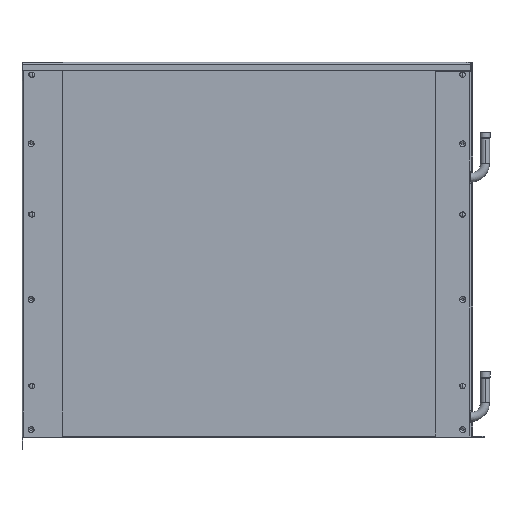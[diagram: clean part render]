
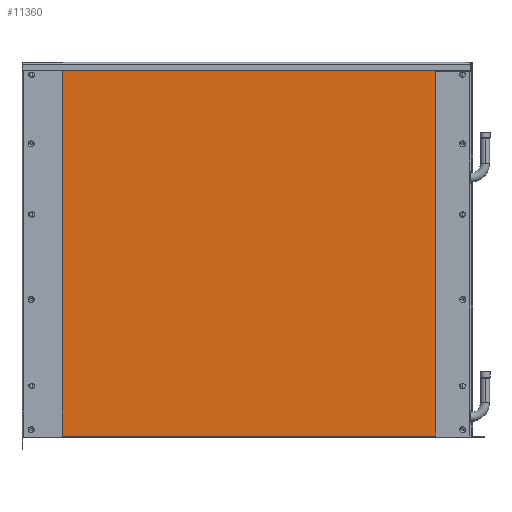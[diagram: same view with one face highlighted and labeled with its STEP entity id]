
A CAD part, top view. The second image highlights one B-rep face of the part: STEP entity #11360.
In plain terms, the highlighted face is planar.
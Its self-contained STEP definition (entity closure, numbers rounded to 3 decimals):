
#11237=DIRECTION('',(-1.,0.,0.));
#11238=VECTOR('',#11237,698.536);
#11239=CARTESIAN_POINT('',(-47.172,-207.,-120.76));
#11240=LINE('',#11239,#11238);
#11241=DIRECTION('',(0.,-1.,0.));
#11242=VECTOR('',#11241,650.8);
#11243=CARTESIAN_POINT('',(-745.708,443.8,-120.76));
#11244=LINE('',#11243,#11242);
#11245=DIRECTION('',(0.,1.,0.));
#11246=VECTOR('',#11245,650.8);
#11247=CARTESIAN_POINT('',(-47.172,-207.,-120.76));
#11248=LINE('',#11247,#11246);
#11259=DIRECTION('',(1.,0.,0.));
#11260=VECTOR('',#11259,698.536);
#11261=CARTESIAN_POINT('',(-745.708,443.8,-120.76));
#11262=LINE('',#11261,#11260);
#11295=CARTESIAN_POINT('',(-745.708,-207.,-120.76));
#11297=VERTEX_POINT('',#11295);
#11298=CARTESIAN_POINT('',(-745.708,443.8,-120.76));
#11299=CARTESIAN_POINT('',(-47.172,443.8,-120.76));
#11300=VERTEX_POINT('',#11298);
#11301=VERTEX_POINT('',#11299);
#11308=CARTESIAN_POINT('',(-47.172,-207.,-120.76));
#11309=VERTEX_POINT('',#11308);
#11347=CARTESIAN_POINT('',(-755.44,443.8,-120.76));
#11348=DIRECTION('',(0.,0.,1.));
#11349=DIRECTION('',(1.,0.,0.));
#11350=AXIS2_PLACEMENT_3D('',#11347,#11348,#11349);
#11351=PLANE('',#11350);
#11353=ORIENTED_EDGE('',*,*,#11352,.F.);
#11354=ORIENTED_EDGE('',*,*,#11321,.T.);
#11355=ORIENTED_EDGE('',*,*,#11335,.F.);
#11357=ORIENTED_EDGE('',*,*,#11356,.T.);
#11358=EDGE_LOOP('',(#11353,#11354,#11355,#11357));
#11359=FACE_OUTER_BOUND('',#11358,.F.);
#11360=ADVANCED_FACE('',(#11359),#11351,.F.);
#11321=EDGE_CURVE('',#11300,#11297,#11244,.T.);
#11335=EDGE_CURVE('',#11309,#11297,#11240,.T.);
#11352=EDGE_CURVE('',#11300,#11301,#11262,.T.);
#11356=EDGE_CURVE('',#11309,#11301,#11248,.T.);
